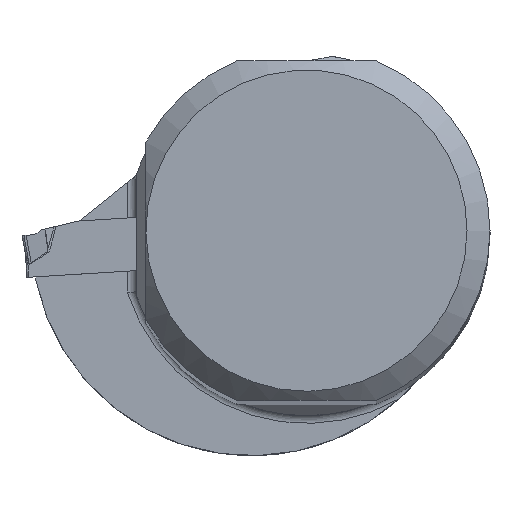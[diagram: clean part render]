
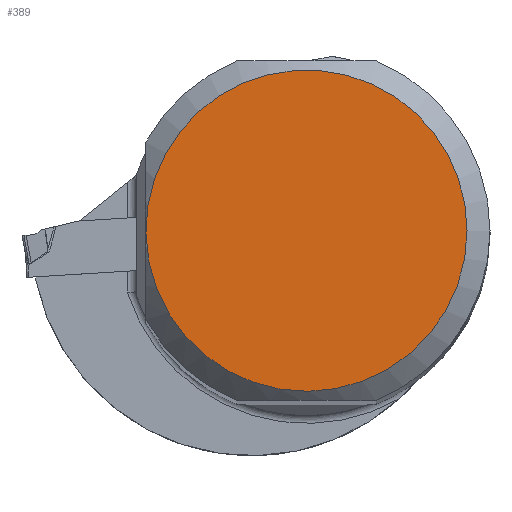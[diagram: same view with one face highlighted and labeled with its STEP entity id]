
A CAD part, top view. The second image highlights one B-rep face of the part: STEP entity #389.
In plain terms, the highlighted planar face has unit normal (0, 0, 1).
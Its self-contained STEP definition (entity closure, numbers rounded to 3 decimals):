
#246=FACE_OUTER_BOUND('',#1019,.T.);
#389=ADVANCED_FACE('TB_BL_N10_SU6',(#246),#518,.T.);
#518=PLANE('',#2716);
#1019=EDGE_LOOP('',(#1341));
#1341=ORIENTED_EDGE('',*,*,#2258,.T.);
#1984=VERTEX_POINT('',#3926);
#2258=EDGE_CURVE('',#1984,#1984,#2531,.T.);
#2531=CIRCLE('',#2712,17.5);
#2712=AXIS2_PLACEMENT_3D('',#3925,#3085,#3086);
#2716=AXIS2_PLACEMENT_3D('',#3989,#3093,#3094);
#3085=DIRECTION('',(0.,0.,1.));
#3086=DIRECTION('',(1.,0.,0.));
#3093=DIRECTION('',(0.,0.,1.));
#3094=DIRECTION('',(1.,0.,0.));
#3925=CARTESIAN_POINT('',(0.,0.,0.));
#3926=CARTESIAN_POINT('',(17.5,0.,0.));
#3989=CARTESIAN_POINT('',(0.,0.,0.));
